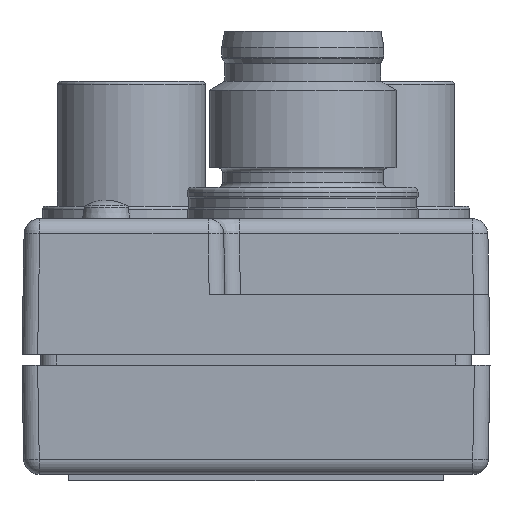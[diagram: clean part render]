
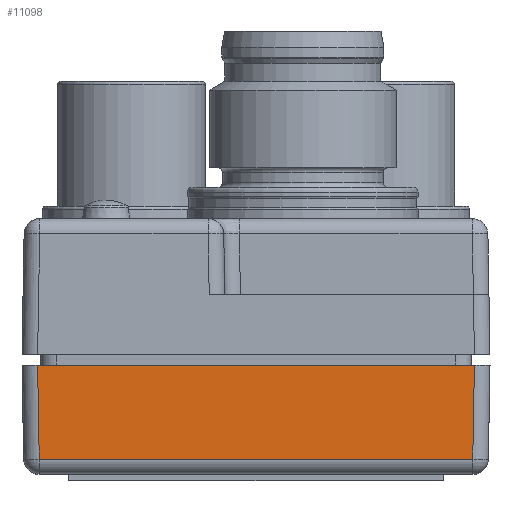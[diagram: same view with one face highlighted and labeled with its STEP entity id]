
A CAD part, left-side view. The second image highlights one B-rep face of the part: STEP entity #11098.
In plain terms, the highlighted planar face has unit normal (-1, 0, -0.018).
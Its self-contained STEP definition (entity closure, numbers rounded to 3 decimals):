
#1783=FACE_OUTER_BOUND($,#2589,.T.);
#2589=EDGE_LOOP($,(#8377,#8378,#8379,#8380));
#3695=LINE($,#17088,#4566);
#3785=LINE($,#17495,#4656);
#3786=LINE($,#17573,#4657);
#3787=LINE($,#17574,#4658);
#4566=VECTOR($,#13443,6.019);
#4656=VECTOR($,#13871,27.79);
#4657=VECTOR($,#13878,28.);
#4658=VECTOR($,#13879,6.019);
#5278=VERTEX_POINT($,#16532);
#5476=VERTEX_POINT($,#17085);
#5477=VERTEX_POINT($,#17087);
#5598=VERTEX_POINT($,#17572);
#6579=EDGE_CURVE($,#5476,#5477,#3695,.T.);
#6748=EDGE_CURVE($,#5477,#5278,#3785,.T.);
#6752=EDGE_CURVE($,#5476,#5598,#3786,.T.);
#6753=EDGE_CURVE($,#5598,#5278,#3787,.T.);
#8377=ORIENTED_EDGE($,*,*,#6748,.F.);
#8378=ORIENTED_EDGE($,*,*,#6579,.F.);
#8379=ORIENTED_EDGE($,*,*,#6752,.T.);
#8380=ORIENTED_EDGE($,*,*,#6753,.T.);
#10636=PLANE($,#11987);
#11098=ADVANCED_FACE($,(#1783),#10636,.T.);
#11987=AXIS2_PLACEMENT_3D($,#17571,#13876,#13877);
#13443=DIRECTION($,(0.017,0.017,-1.));
#13871=DIRECTION($,(0.,1.,0.));
#13876=DIRECTION('center_axis',(-1.,0.,
-0.017));
#13877=DIRECTION('ref_axis',(0.,-1.,0.));
#13878=DIRECTION($,(0.,1.,0.));
#13879=DIRECTION($,(0.017,-0.017,-1.));
#16532=CARTESIAN_POINT('',(-137.995,12.895,15.203));
#17085=CARTESIAN_POINT('',(-138.1,-15.,21.22));
#17087=CARTESIAN_POINT('',(-137.995,-14.895,15.203));
#17088=CARTESIAN_POINT($,(-138.071,-14.972,19.583));
#17495=CARTESIAN_POINT($,(-137.995,-14.425,15.203));
#17571=CARTESIAN_POINT('Origin',(-138.066,8.37,19.261));
#17572=CARTESIAN_POINT('',(-138.1,13.,21.22));
#17573=CARTESIAN_POINT($,(-138.1,-14.425,21.22));
#17574=CARTESIAN_POINT($,(-138.071,12.972,19.583));
